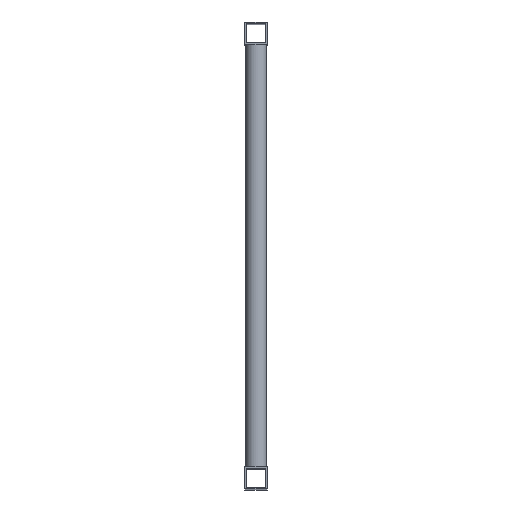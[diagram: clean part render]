
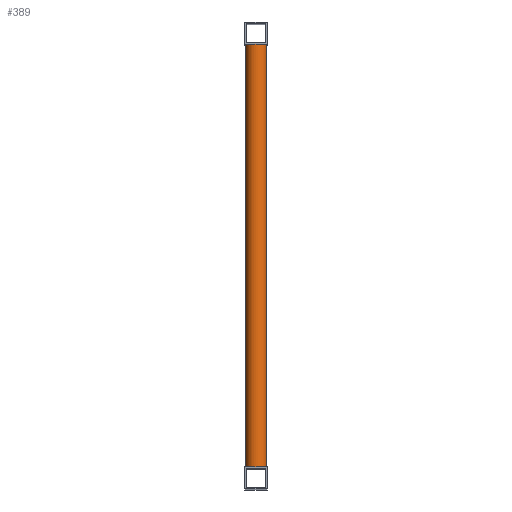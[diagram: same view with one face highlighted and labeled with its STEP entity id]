
A CAD part, top view. The second image highlights one B-rep face of the part: STEP entity #389.
In plain terms, the highlighted cylindrical face has radius 21.082 mm (diameter 42.164 mm), a full revolution.
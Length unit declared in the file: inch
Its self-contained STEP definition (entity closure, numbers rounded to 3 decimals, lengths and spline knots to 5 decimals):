
#46=CIRCLE('',#503,0.83);
#47=CIRCLE('',#504,0.83);
#51=CYLINDRICAL_SURFACE('',#502,0.83);
#74=FACE_BOUND('',#122,.T.);
#96=FACE_OUTER_BOUND('',#121,.T.);
#121=EDGE_LOOP('',(#311));
#122=EDGE_LOOP('',(#312));
#209=VERTEX_POINT('',#704);
#210=VERTEX_POINT('',#706);
#248=EDGE_CURVE('',#209,#209,#46,.T.);
#249=EDGE_CURVE('',#210,#210,#47,.T.);
#311=ORIENTED_EDGE('',*,*,#248,.F.);
#312=ORIENTED_EDGE('',*,*,#249,.T.);
#389=ADVANCED_FACE('',(#96,#74),#51,.T.);
#502=AXIS2_PLACEMENT_3D('',#703,#587,#588);
#503=AXIS2_PLACEMENT_3D('',#705,#589,#590);
#504=AXIS2_PLACEMENT_3D('',#707,#591,#592);
#587=DIRECTION('center_axis',(0.,-1.,0.));
#588=DIRECTION('ref_axis',(0.,0.,-1.));
#589=DIRECTION('center_axis',(0.,1.,0.));
#590=DIRECTION('ref_axis',(0.,0.,1.));
#591=DIRECTION('center_axis',(0.,1.,0.));
#592=DIRECTION('ref_axis',(0.,0.,1.));
#703=CARTESIAN_POINT('Origin',(0.,33.25,0.));
#704=CARTESIAN_POINT('',(0.,33.25,-0.83));
#705=CARTESIAN_POINT('Origin',(0.,33.25,0.));
#706=CARTESIAN_POINT('',(0.,0.,-0.83));
#707=CARTESIAN_POINT('Origin',(0.,0.,0.));
